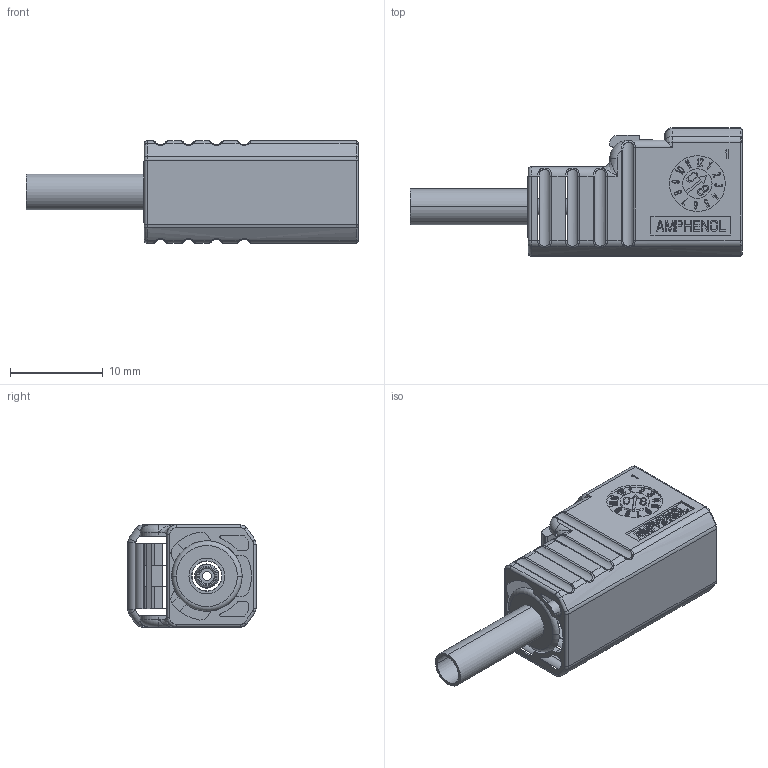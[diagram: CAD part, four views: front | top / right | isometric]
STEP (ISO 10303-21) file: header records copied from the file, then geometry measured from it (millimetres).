
FILE_DESCRIPTION((''),'2;1');
FILE_NAME('3FA1-NASJ-C01W0','2012-09-26T',('clementlazer'),(''),'PRO/ENGINEER BY PARAMETRIC TECHNOLOGY CORPORATION, 2010280','PRO/ENGINEER BY PARAMETRIC TECHNOLOGY CORPORATION, 2010280','');
FILE_SCHEMA(('CONFIG_CONTROL_DESIGN'));
Length unit declared in the file: millimetre
Products named in the file (1): 3FA1-NASJ-C01W0
Bounding box: 35.74 x 13.8 x 11.01 mm (x, y, z)
Surface area: 2472.7 mm2 (no closed solid volume)
Topology: 0 solids, 60 shells, 252 faces, 2351 edges, 2119 vertices
Faces by surface type: plane 102, cylinder 84, torus 34, bspline 22, cone 10
Entity records: 23188 total; most frequent: CARTESIAN_POINT 6988, DIRECTION 3044, ORIENTED_EDGE 2754, EDGE_CURVE 2351, VERTEX_POINT 2119, VECTOR 1806, LINE 1806, AXIS2_PLACEMENT_3D 619
